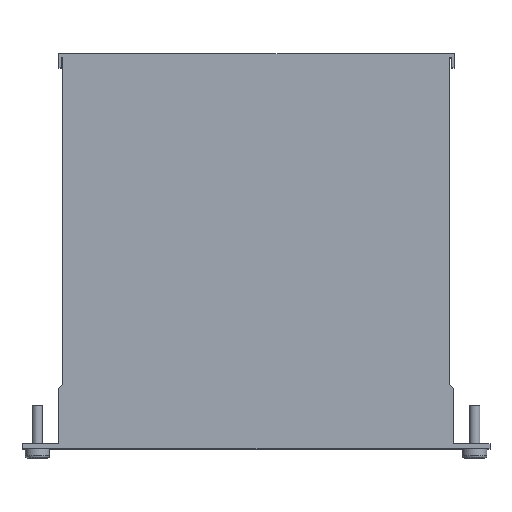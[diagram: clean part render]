
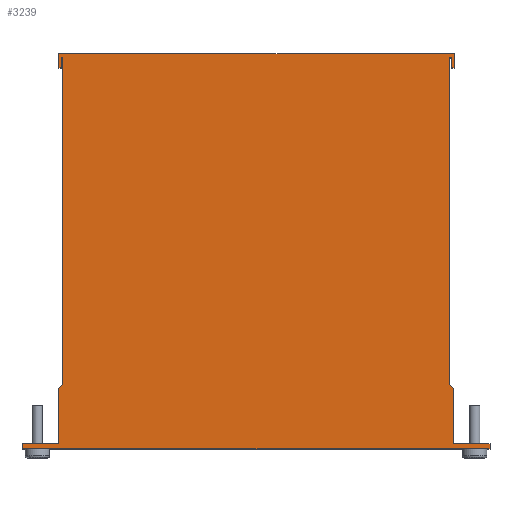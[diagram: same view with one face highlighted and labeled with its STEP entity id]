
A CAD part, top view. The second image highlights one B-rep face of the part: STEP entity #3239.
In plain terms, the highlighted planar face has unit normal (0, 0, 1).
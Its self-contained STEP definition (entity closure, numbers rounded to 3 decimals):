
#3239=ADVANCED_FACE('',(#11040),#11042,.T.);
#11040=FACE_BOUND('',#11041,.T.);
#11041=EDGE_LOOP('',(#17214,#17215,#17216,#17217,#17218,#17219,#17220,#17221,#17222,
#17223,#17224,#17225,#17226,#17227,#17228,#17229,#17230,#17231,#17232,#17233,#17234,
#17235,#17236,#17237));
#11042=PLANE('',#11043);
#11043=AXIS2_PLACEMENT_3D('',#11044,#11045,#11046);
#11044=CARTESIAN_POINT('',(0.,0.,179.));
#11045=DIRECTION('',(0.,0.,1.));
#11046=DIRECTION('',(1.,0.,0.));
#17214=ORIENTED_EDGE('',*,*,#21096,.T.);
#17215=ORIENTED_EDGE('',*,*,#21097,.T.);
#17216=ORIENTED_EDGE('',*,*,#21098,.T.);
#17217=ORIENTED_EDGE('',*,*,#21099,.T.);
#17218=ORIENTED_EDGE('',*,*,#21100,.T.);
#17219=ORIENTED_EDGE('',*,*,#21101,.T.);
#17220=ORIENTED_EDGE('',*,*,#21102,.T.);
#17221=ORIENTED_EDGE('',*,*,#21103,.T.);
#17222=ORIENTED_EDGE('',*,*,#21104,.T.);
#17223=ORIENTED_EDGE('',*,*,#21105,.T.);
#17224=ORIENTED_EDGE('',*,*,#21106,.T.);
#17225=ORIENTED_EDGE('',*,*,#21107,.T.);
#17226=ORIENTED_EDGE('',*,*,#21108,.T.);
#17227=ORIENTED_EDGE('',*,*,#21109,.T.);
#17228=ORIENTED_EDGE('',*,*,#21110,.T.);
#17229=ORIENTED_EDGE('',*,*,#21111,.T.);
#17230=ORIENTED_EDGE('',*,*,#21112,.T.);
#17231=ORIENTED_EDGE('',*,*,#21113,.T.);
#17232=ORIENTED_EDGE('',*,*,#21114,.T.);
#17233=ORIENTED_EDGE('',*,*,#21115,.T.);
#17234=ORIENTED_EDGE('',*,*,#21116,.T.);
#17235=ORIENTED_EDGE('',*,*,#21117,.T.);
#17236=ORIENTED_EDGE('',*,*,#20027,.T.);
#17237=ORIENTED_EDGE('',*,*,#21095,.T.);
#20027=EDGE_CURVE('',#22339,#22337,#22340,.T.);
#21095=EDGE_CURVE('',#22337,#24126,#24128,.T.);
#21096=EDGE_CURVE('',#24126,#24129,#24130,.T.);
#21097=EDGE_CURVE('',#24129,#24131,#24132,.T.);
#21098=EDGE_CURVE('',#24131,#24133,#24134,.T.);
#21099=EDGE_CURVE('',#24133,#24135,#24136,.T.);
#21100=EDGE_CURVE('',#24135,#24137,#24138,.T.);
#21101=EDGE_CURVE('',#24137,#24139,#24140,.T.);
#21102=EDGE_CURVE('',#24139,#24141,#24142,.T.);
#21103=EDGE_CURVE('',#24141,#24143,#24144,.T.);
#21104=EDGE_CURVE('',#24143,#24145,#24146,.T.);
#21105=EDGE_CURVE('',#24145,#24147,#24148,.T.);
#21106=EDGE_CURVE('',#24147,#24149,#24150,.T.);
#21107=EDGE_CURVE('',#24149,#24151,#24152,.T.);
#21108=EDGE_CURVE('',#24151,#24153,#24154,.T.);
#21109=EDGE_CURVE('',#24153,#24155,#24156,.T.);
#21110=EDGE_CURVE('',#24155,#24157,#24158,.T.);
#21111=EDGE_CURVE('',#24157,#24159,#24160,.T.);
#21112=EDGE_CURVE('',#24159,#24161,#24162,.T.);
#21113=EDGE_CURVE('',#24161,#24163,#24164,.T.);
#21114=EDGE_CURVE('',#24163,#24165,#24166,.T.);
#21115=EDGE_CURVE('',#24165,#24167,#24168,.T.);
#21116=EDGE_CURVE('',#24167,#24169,#24170,.T.);
#21117=EDGE_CURVE('',#24169,#22339,#24171,.T.);
#22337=VERTEX_POINT('',#26210);
#22339=VERTEX_POINT('',#26214);
#22340=LINE('',#26215,#26216);
#24126=VERTEX_POINT('',#30136);
#24128=LINE('',#30140,#30141);
#24129=VERTEX_POINT('',#30143);
#24130=LINE('',#30144,#30145);
#24131=VERTEX_POINT('',#30147);
#24132=LINE('',#30148,#30149);
#24133=VERTEX_POINT('',#30151);
#24134=LINE('',#30152,#30153);
#24135=VERTEX_POINT('',#30155);
#24136=LINE('',#30156,#30157);
#24137=VERTEX_POINT('',#30159);
#24138=LINE('',#30160,#30161);
#24139=VERTEX_POINT('',#30163);
#24140=LINE('',#30164,#30165);
#24141=VERTEX_POINT('',#30167);
#24142=LINE('',#30168,#30169);
#24143=VERTEX_POINT('',#30171);
#24144=LINE('',#30172,#30173);
#24145=VERTEX_POINT('',#30175);
#24146=LINE('',#30176,#30177);
#24147=VERTEX_POINT('',#30179);
#24148=LINE('',#30180,#30181);
#24149=VERTEX_POINT('',#30183);
#24150=LINE('',#30184,#30185);
#24151=VERTEX_POINT('',#30187);
#24152=LINE('',#30188,#30189);
#24153=VERTEX_POINT('',#30191);
#24154=LINE('',#30192,#30193);
#24155=VERTEX_POINT('',#30195);
#24156=LINE('',#30196,#30197);
#24157=VERTEX_POINT('',#30199);
#24158=LINE('',#30200,#30201);
#24159=VERTEX_POINT('',#30203);
#24160=LINE('',#30204,#30205);
#24161=VERTEX_POINT('',#30207);
#24162=LINE('',#30208,#30209);
#24163=VERTEX_POINT('',#30211);
#24164=LINE('',#30212,#30213);
#24165=VERTEX_POINT('',#30215);
#24166=LINE('',#30216,#30217);
#24167=VERTEX_POINT('',#30219);
#24168=LINE('',#30220,#30221);
#24169=VERTEX_POINT('',#30223);
#24170=LINE('',#30224,#30225);
#24171=LINE('',#30227,#30228);
#26210=CARTESIAN_POINT('',(127.9,227.15,179.));
#26214=CARTESIAN_POINT('',(355.26,227.15,179.));
#26215=CARTESIAN_POINT('',(355.26,227.15,179.));
#26216=VECTOR('',#26217,1.);
#26217=DIRECTION('',(-1.,0.,0.));
#30136=CARTESIAN_POINT('',(127.9,219.15,179.));
#30140=CARTESIAN_POINT('',(127.9,227.15,179.));
#30141=VECTOR('',#30142,1.);
#30142=DIRECTION('',(0.,-1.,0.));
#30143=CARTESIAN_POINT('',(129.4,219.15,179.));
#30144=CARTESIAN_POINT('',(127.9,219.15,179.));
#30145=VECTOR('',#30146,1.);
#30146=DIRECTION('',(1.,0.,0.));
#30147=CARTESIAN_POINT('',(129.4,224.9,179.));
#30148=CARTESIAN_POINT('',(129.4,219.15,179.));
#30149=VECTOR('',#30150,1.);
#30150=DIRECTION('',(0.,1.,0.));
#30151=CARTESIAN_POINT('',(130.1,224.9,179.));
#30152=CARTESIAN_POINT('',(129.4,224.9,179.));
#30153=VECTOR('',#30154,1.);
#30154=DIRECTION('',(1.,0.,0.));
#30155=CARTESIAN_POINT('',(130.1,37.3,179.));
#30156=CARTESIAN_POINT('',(130.1,224.9,179.));
#30157=VECTOR('',#30158,1.);
#30158=DIRECTION('',(0.,-1.,0.));
#30159=CARTESIAN_POINT('',(127.6,34.8,179.));
#30160=CARTESIAN_POINT('',(130.1,37.3,179.));
#30161=VECTOR('',#30162,1.);
#30162=DIRECTION('',(-0.707,-0.707,0.));
#30163=CARTESIAN_POINT('',(127.6,2.9,179.));
#30164=CARTESIAN_POINT('',(127.6,34.8,179.));
#30165=VECTOR('',#30166,1.);
#30166=DIRECTION('',(0.,-1.,0.));
#30167=CARTESIAN_POINT('',(106.7,2.9,179.));
#30168=CARTESIAN_POINT('',(127.6,2.9,179.));
#30169=VECTOR('',#30170,1.);
#30170=DIRECTION('',(-1.,0.,0.));
#30171=CARTESIAN_POINT('',(106.7,0.,179.));
#30172=CARTESIAN_POINT('',(106.7,2.9,179.));
#30173=VECTOR('',#30174,1.);
#30174=DIRECTION('',(0.,-1.,0.));
#30175=CARTESIAN_POINT('',(134.5,0.,179.));
#30176=CARTESIAN_POINT('',(106.7,0.,179.));
#30177=VECTOR('',#30178,1.);
#30178=DIRECTION('',(1.,0.,0.));
#30179=CARTESIAN_POINT('',(134.7,0.15,179.));
#30180=CARTESIAN_POINT('',(134.5,0.,179.));
#30181=VECTOR('',#30182,1.);
#30182=DIRECTION('',(0.8,0.6,0.));
#30183=CARTESIAN_POINT('',(347.9,0.15,179.));
#30184=CARTESIAN_POINT('',(134.7,0.15,179.));
#30185=VECTOR('',#30186,1.);
#30186=DIRECTION('',(1.,0.,0.));
#30187=CARTESIAN_POINT('',(348.1,0.,179.));
#30188=CARTESIAN_POINT('',(347.9,0.15,179.));
#30189=VECTOR('',#30190,1.);
#30190=DIRECTION('',(0.8,-0.6,0.));
#30191=CARTESIAN_POINT('',(375.9,0.,179.));
#30192=CARTESIAN_POINT('',(348.1,0.,179.));
#30193=VECTOR('',#30194,1.);
#30194=DIRECTION('',(1.,0.,0.));
#30195=CARTESIAN_POINT('',(375.9,2.9,179.));
#30196=CARTESIAN_POINT('',(375.9,0.,179.));
#30197=VECTOR('',#30198,1.);
#30198=DIRECTION('',(0.,1.,0.));
#30199=CARTESIAN_POINT('',(355.,2.9,179.));
#30200=CARTESIAN_POINT('',(375.9,2.9,179.));
#30201=VECTOR('',#30202,1.);
#30202=DIRECTION('',(-1.,0.,0.));
#30203=CARTESIAN_POINT('',(355.,34.8,179.));
#30204=CARTESIAN_POINT('',(355.,2.9,179.));
#30205=VECTOR('',#30206,1.);
#30206=DIRECTION('',(0.,1.,0.));
#30207=CARTESIAN_POINT('',(352.5,37.3,179.));
#30208=CARTESIAN_POINT('',(355.,34.8,179.));
#30209=VECTOR('',#30210,1.);
#30210=DIRECTION('',(-0.707,0.707,0.));
#30211=CARTESIAN_POINT('',(352.5,225.15,179.));
#30212=CARTESIAN_POINT('',(352.5,37.3,179.));
#30213=VECTOR('',#30214,1.);
#30214=DIRECTION('',(0.,1.,0.));
#30215=CARTESIAN_POINT('',(353.76,225.15,179.));
#30216=CARTESIAN_POINT('',(352.5,225.15,179.));
#30217=VECTOR('',#30218,1.);
#30218=DIRECTION('',(1.,0.,0.));
#30219=CARTESIAN_POINT('',(353.76,219.15,179.));
#30220=CARTESIAN_POINT('',(353.76,225.15,179.));
#30221=VECTOR('',#30222,1.);
#30222=DIRECTION('',(0.,-1.,0.));
#30223=CARTESIAN_POINT('',(355.26,219.15,179.));
#30224=CARTESIAN_POINT('',(353.76,219.15,179.));
#30225=VECTOR('',#30226,1.);
#30226=DIRECTION('',(1.,0.,0.));
#30227=CARTESIAN_POINT('',(355.26,219.15,179.));
#30228=VECTOR('',#30229,1.);
#30229=DIRECTION('',(0.,1.,0.));
